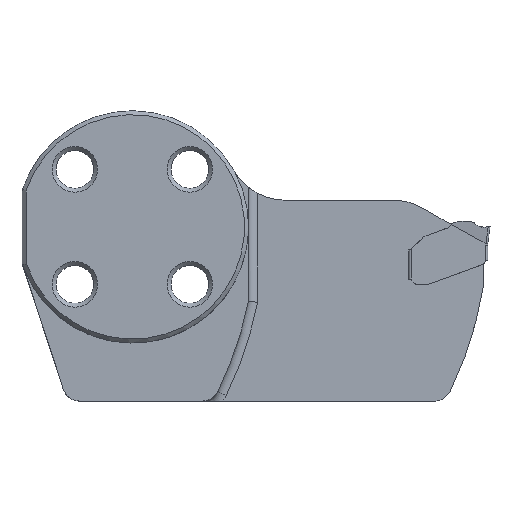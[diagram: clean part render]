
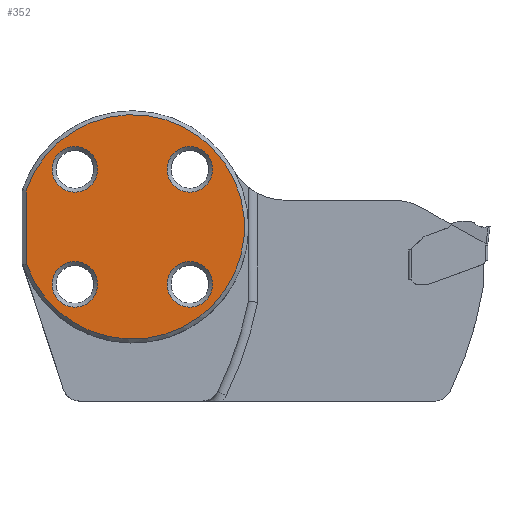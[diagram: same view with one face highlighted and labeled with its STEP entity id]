
A CAD part, top view. The second image highlights one B-rep face of the part: STEP entity #352.
In plain terms, the highlighted planar face has unit normal (0, 0, 1).
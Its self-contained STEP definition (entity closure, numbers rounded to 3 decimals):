
#226=FACE_BOUND('',#575,.T.);
#227=FACE_BOUND('',#576,.T.);
#228=FACE_BOUND('',#577,.T.);
#229=FACE_BOUND('',#578,.T.);
#230=FACE_BOUND('',#579,.T.);
#293=CIRCLE('',#1955,19.325);
#294=CIRCLE('',#1957,3.925);
#295=CIRCLE('',#1958,3.925);
#296=CIRCLE('',#1959,3.925);
#297=CIRCLE('',#1960,3.925);
#352=ADVANCED_FACE('',(#226,#227,#228,#229,#230),#432,.F.);
#432=PLANE('',#1961);
#575=EDGE_LOOP('',(#833));
#576=EDGE_LOOP('',(#834));
#577=EDGE_LOOP('',(#835));
#578=EDGE_LOOP('',(#836));
#579=EDGE_LOOP('',(#837,#838));
#833=ORIENTED_EDGE('',*,*,#1419,.F.);
#834=ORIENTED_EDGE('',*,*,#1420,.T.);
#835=ORIENTED_EDGE('',*,*,#1421,.T.);
#836=ORIENTED_EDGE('',*,*,#1422,.F.);
#837=ORIENTED_EDGE('',*,*,#1417,.F.);
#838=ORIENTED_EDGE('',*,*,#1423,.T.);
#1222=VERTEX_POINT('',#3028);
#1223=VERTEX_POINT('',#3030);
#1224=VERTEX_POINT('',#3037);
#1225=VERTEX_POINT('',#3039);
#1226=VERTEX_POINT('',#3041);
#1227=VERTEX_POINT('',#3043);
#1417=EDGE_CURVE('',#1222,#1223,#293,.T.);
#1419=EDGE_CURVE('',#1224,#1224,#294,.T.);
#1420=EDGE_CURVE('',#1225,#1225,#295,.T.);
#1421=EDGE_CURVE('',#1226,#1226,#296,.T.);
#1422=EDGE_CURVE('',#1227,#1227,#297,.T.);
#1423=EDGE_CURVE('',#1222,#1223,#1606,.T.);
#1606=LINE('',#3044,#1734);
#1734=VECTOR('',#2274,1.);
#1955=AXIS2_PLACEMENT_3D('',#3029,#2262,#2263);
#1957=AXIS2_PLACEMENT_3D('',#3036,#2266,#2267);
#1958=AXIS2_PLACEMENT_3D('',#3038,#2268,#2269);
#1959=AXIS2_PLACEMENT_3D('',#3040,#2270,#2271);
#1960=AXIS2_PLACEMENT_3D('',#3042,#2272,#2273);
#1961=AXIS2_PLACEMENT_3D('',#3045,#2275,#2276);
#2262=DIRECTION('',(0.,0.,-1.));
#2263=DIRECTION('',(-1.,0.,0.));
#2266=DIRECTION('',(0.,0.,1.));
#2267=DIRECTION('',(-1.,0.,0.));
#2268=DIRECTION('',(0.,0.,-1.));
#2269=DIRECTION('',(-1.,0.,0.));
#2270=DIRECTION('',(0.,0.,-1.));
#2271=DIRECTION('',(-1.,0.,0.));
#2272=DIRECTION('',(0.,0.,1.));
#2273=DIRECTION('',(-1.,0.,0.));
#2274=DIRECTION('',(0.,-1.,0.));
#2275=DIRECTION('',(0.,0.,-1.));
#2276=DIRECTION('',(-1.,0.,0.));
#3028=CARTESIAN_POINT('',(-18.25,6.356,0.));
#3029=CARTESIAN_POINT('',(0.,0.,0.));
#3030=CARTESIAN_POINT('',(-18.25,-6.356,0.));
#3036=CARTESIAN_POINT('',(9.899,-9.899,0.));
#3037=CARTESIAN_POINT('',(5.974,-9.899,0.));
#3038=CARTESIAN_POINT('',(9.899,9.899,0.));
#3039=CARTESIAN_POINT('',(5.974,9.899,0.));
#3040=CARTESIAN_POINT('',(-9.899,-9.899,0.));
#3041=CARTESIAN_POINT('',(-13.824,-9.899,0.));
#3042=CARTESIAN_POINT('',(-9.899,9.899,0.));
#3043=CARTESIAN_POINT('',(-13.824,9.899,0.));
#3044=CARTESIAN_POINT('',(-18.25,0.,0.));
#3045=CARTESIAN_POINT('',(0.,0.,0.));
